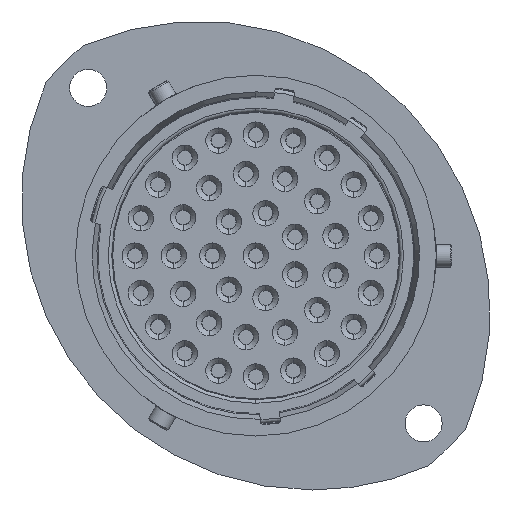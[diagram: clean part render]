
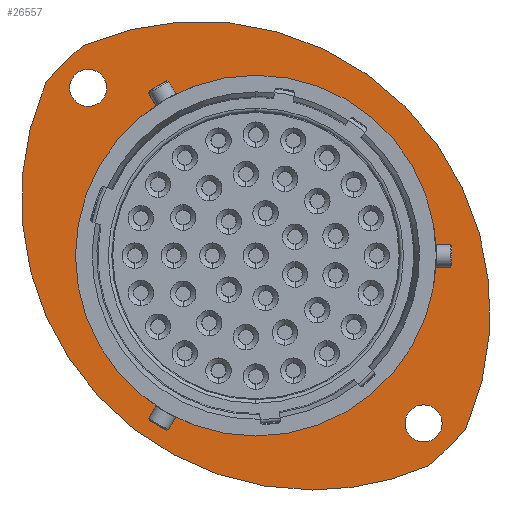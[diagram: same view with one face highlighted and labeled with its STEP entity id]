
A CAD part, left-side view. The second image highlights one B-rep face of the part: STEP entity #26557.
In plain terms, the highlighted planar face has unit normal (-1, 0, 0).
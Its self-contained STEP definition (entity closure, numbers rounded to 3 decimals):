
#59 = AXIS2_PLACEMENT_3D ( 'NONE', #59601, #45094, #74867 ) ;
#291 = VERTEX_POINT ( 'NONE', #12744 ) ;
#1290 = EDGE_CURVE ( 'NONE', #13991, #80360, #56858, .T. ) ;
#1926 = AXIS2_PLACEMENT_3D ( 'NONE', #75309, #34579, #41381 ) ;
#3034 = DIRECTION ( 'NONE',  ( 0., 0., 1. ) ) ;
#3818 = CARTESIAN_POINT ( 'NONE',  ( 4.955, -6.797, -13.04 ) ) ;
#4782 = DIRECTION ( 'NONE',  ( 0., 0., -1. ) ) ;
#5974 = PLANE ( 'NONE',  #85725 ) ;
#8263 = DIRECTION ( 'NONE',  ( 0., 0., -1. ) ) ;
#10073 = EDGE_CURVE ( 'NONE', #43947, #88255, #33065, .T. ) ;
#10425 = FACE_BOUND ( 'NONE', #75187, .T. ) ;
#12328 = CARTESIAN_POINT ( 'NONE',  ( 4.955, -7.236, -18.38 ) ) ;
#12744 = CARTESIAN_POINT ( 'NONE',  ( 4.955, 26.333, 15.189 ) ) ;
#13991 = VERTEX_POINT ( 'NONE', #3818 ) ;
#14217 = CARTESIAN_POINT ( 'NONE',  ( 4.955, -6.797, -14.665 ) ) ;
#16778 = VERTEX_POINT ( 'NONE', #12328 ) ;
#18024 = EDGE_LOOP ( 'NONE', ( #70807, #78317 ) ) ;
#19387 = DIRECTION ( 'NONE',  ( -1., 0., 0. ) ) ;
#20144 = AXIS2_PLACEMENT_3D ( 'NONE', #36060, #56434, #3034 ) ;
#21274 = AXIS2_PLACEMENT_3D ( 'NONE', #68879, #75745, #8263 ) ;
#21735 = EDGE_CURVE ( 'NONE', #22705, #51206, #75405, .T. ) ;
#21985 = EDGE_CURVE ( 'NONE', #64835, #56727, #87127, .T. ) ;
#22705 = VERTEX_POINT ( 'NONE', #50674 ) ;
#24450 = ORIENTED_EDGE ( 'NONE', *, *, #10073, .F. ) ;
#25048 = DIRECTION ( 'NONE',  ( 0., 0., 1. ) ) ;
#25137 = CARTESIAN_POINT ( 'NONE',  ( 4.955, 2.961, 4.992 ) ) ;
#26529 = DIRECTION ( 'NONE',  ( 0., 0., -1. ) ) ;
#26557 = ADVANCED_FACE ( 'NONE', ( #31696, #10425, #50756, #29575 ), #5974, .F. ) ;
#27248 = ORIENTED_EDGE ( 'NONE', *, *, #47972, .T. ) ;
#27401 = AXIS2_PLACEMENT_3D ( 'NONE', #60031, #19387, #26529 ) ;
#28904 = ORIENTED_EDGE ( 'NONE', *, *, #21735, .T. ) ;
#29494 = VERTEX_POINT ( 'NONE', #33055 ) ;
#29575 = FACE_OUTER_BOUND ( 'NONE', #72611, .T. ) ;
#29681 = AXIS2_PLACEMENT_3D ( 'NONE', #14217, #67932, #69141 ) ;
#30377 = EDGE_CURVE ( 'NONE', #16778, #22705, #48792, .T. ) ;
#31696 = FACE_BOUND ( 'NONE', #52798, .T. ) ;
#32008 = DIRECTION ( 'NONE',  ( 0., 0., -1. ) ) ;
#33055 = CARTESIAN_POINT ( 'NONE',  ( 4.955, 2.961, -20.508 ) ) ;
#33065 = CIRCLE ( 'NONE', #1926, 1.625 ) ;
#33282 = DIRECTION ( 'NONE',  ( 1., 0., 0. ) ) ;
#33324 = CARTESIAN_POINT ( 'NONE',  ( 4.955, 7.911, 0.042 ) ) ;
#34198 = DIRECTION ( 'NONE',  ( -1., 0., 0. ) ) ;
#34579 = DIRECTION ( 'NONE',  ( -1., 0., 0. ) ) ;
#36060 = CARTESIAN_POINT ( 'NONE',  ( 4.955, 7.911, 0.042 ) ) ;
#37242 = CARTESIAN_POINT ( 'NONE',  ( 4.955, 22.618, 13.125 ) ) ;
#37529 = DIRECTION ( 'NONE',  ( -1., 0., 0. ) ) ;
#37899 = DIRECTION ( 'NONE',  ( -1., 0., 0. ) ) ;
#39677 = CARTESIAN_POINT ( 'NONE',  ( 4.955, 7.911, -15.778 ) ) ;
#41381 = DIRECTION ( 'NONE',  ( 0., 0., -1. ) ) ;
#41929 = AXIS2_PLACEMENT_3D ( 'NONE', #25137, #37899, #44976 ) ;
#43947 = VERTEX_POINT ( 'NONE', #68112 ) ;
#44273 = DIRECTION ( 'NONE',  ( -1., 0., 0. ) ) ;
#44310 = ORIENTED_EDGE ( 'NONE', *, *, #75874, .T. ) ;
#44976 = DIRECTION ( 'NONE',  ( 0., 0., -1. ) ) ;
#45094 = DIRECTION ( 'NONE',  ( -1., 0., 0. ) ) ;
#45444 = CARTESIAN_POINT ( 'NONE',  ( 4.955, 23.731, 0.042 ) ) ;
#47972 = EDGE_CURVE ( 'NONE', #291, #29494, #61996, .T. ) ;
#48792 = CIRCLE ( 'NONE', #77108, 23.85 ) ;
#49211 = ORIENTED_EDGE ( 'NONE', *, *, #72504, .F. ) ;
#49780 = CIRCLE ( 'NONE', #52922, 23.85 ) ;
#50288 = CIRCLE ( 'NONE', #20144, 15.82 ) ;
#50448 = ORIENTED_EDGE ( 'NONE', *, *, #30377, .T. ) ;
#50674 = CARTESIAN_POINT ( 'NONE',  ( 4.955, -10.512, -15.104 ) ) ;
#50736 = CARTESIAN_POINT ( 'NONE',  ( 4.955, -6.797, -16.29 ) ) ;
#50756 = FACE_BOUND ( 'NONE', #18024, .T. ) ;
#51206 = VERTEX_POINT ( 'NONE', #59888 ) ;
#52056 = AXIS2_PLACEMENT_3D ( 'NONE', #52136, #80748, #32008 ) ;
#52136 = CARTESIAN_POINT ( 'NONE',  ( 4.955, 22.618, 14.75 ) ) ;
#52218 = DIRECTION ( 'NONE',  ( 0., 0., 1. ) ) ;
#52798 = EDGE_LOOP ( 'NONE', ( #74211, #24450 ) ) ;
#52922 = AXIS2_PLACEMENT_3D ( 'NONE', #78219, #44273, #52218 ) ;
#53873 = EDGE_CURVE ( 'NONE', #88255, #43947, #62095, .T. ) ;
#56434 = DIRECTION ( 'NONE',  ( -1., 0., 0. ) ) ;
#56727 = VERTEX_POINT ( 'NONE', #82219 ) ;
#56858 = CIRCLE ( 'NONE', #27401, 1.625 ) ;
#59601 = CARTESIAN_POINT ( 'NONE',  ( 4.955, 2.961, 4.992 ) ) ;
#59888 = CARTESIAN_POINT ( 'NONE',  ( 4.955, 23.057, 18.465 ) ) ;
#60031 = CARTESIAN_POINT ( 'NONE',  ( 4.955, -6.797, -14.665 ) ) ;
#60804 = ORIENTED_EDGE ( 'NONE', *, *, #70426, .T. ) ;
#61996 = CIRCLE ( 'NONE', #59, 25.5 ) ;
#62095 = CIRCLE ( 'NONE', #52056, 1.625 ) ;
#64835 = VERTEX_POINT ( 'NONE', #39677 ) ;
#65722 = CARTESIAN_POINT ( 'NONE',  ( 4.955, 7.911, 0.042 ) ) ;
#67932 = DIRECTION ( 'NONE',  ( -1., 0., 0. ) ) ;
#68112 = CARTESIAN_POINT ( 'NONE',  ( 4.955, 22.618, 16.375 ) ) ;
#68178 = ORIENTED_EDGE ( 'NONE', *, *, #1290, .F. ) ;
#68879 = CARTESIAN_POINT ( 'NONE',  ( 4.955, 12.86, -4.907 ) ) ;
#69141 = DIRECTION ( 'NONE',  ( 0., 0., -1. ) ) ;
#70426 = EDGE_CURVE ( 'NONE', #29494, #16778, #74414, .T. ) ;
#70807 = ORIENTED_EDGE ( 'NONE', *, *, #83954, .F. ) ;
#71362 = AXIS2_PLACEMENT_3D ( 'NONE', #33324, #34198, #74637 ) ;
#72504 = EDGE_CURVE ( 'NONE', #80360, #13991, #83353, .T. ) ;
#72611 = EDGE_LOOP ( 'NONE', ( #27248, #60804, #50448, #28904, #44310 ) ) ;
#74211 = ORIENTED_EDGE ( 'NONE', *, *, #53873, .F. ) ;
#74414 = CIRCLE ( 'NONE', #41929, 25.5 ) ;
#74637 = DIRECTION ( 'NONE',  ( 0., 0., 1. ) ) ;
#74867 = DIRECTION ( 'NONE',  ( 0., 0., -1. ) ) ;
#75187 = EDGE_LOOP ( 'NONE', ( #49211, #68178 ) ) ;
#75309 = CARTESIAN_POINT ( 'NONE',  ( 4.955, 22.618, 14.75 ) ) ;
#75405 = CIRCLE ( 'NONE', #21274, 25.5 ) ;
#75745 = DIRECTION ( 'NONE',  ( -1., 0., 0. ) ) ;
#75874 = EDGE_CURVE ( 'NONE', #51206, #291, #49780, .T. ) ;
#77108 = AXIS2_PLACEMENT_3D ( 'NONE', #65722, #37529, #25048 ) ;
#78219 = CARTESIAN_POINT ( 'NONE',  ( 4.955, 7.911, 0.042 ) ) ;
#78317 = ORIENTED_EDGE ( 'NONE', *, *, #21985, .F. ) ;
#80360 = VERTEX_POINT ( 'NONE', #50736 ) ;
#80748 = DIRECTION ( 'NONE',  ( -1., 0., 0. ) ) ;
#82219 = CARTESIAN_POINT ( 'NONE',  ( 4.955, 7.911, 15.862 ) ) ;
#83353 = CIRCLE ( 'NONE', #29681, 1.625 ) ;
#83954 = EDGE_CURVE ( 'NONE', #56727, #64835, #50288, .T. ) ;
#85725 = AXIS2_PLACEMENT_3D ( 'NONE', #45444, #33282, #4782 ) ;
#87127 = CIRCLE ( 'NONE', #71362, 15.82 ) ;
#88255 = VERTEX_POINT ( 'NONE', #37242 ) ;
